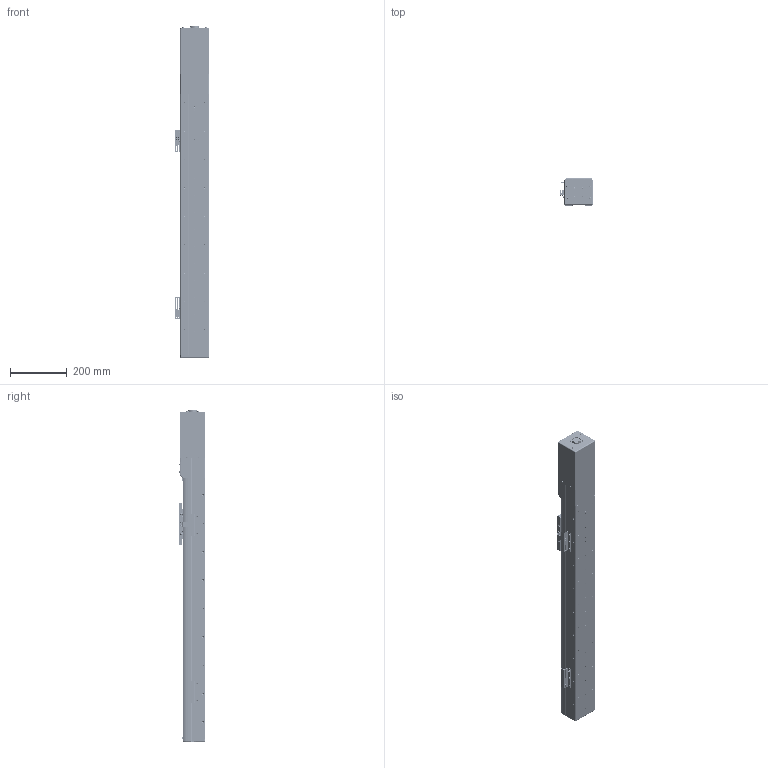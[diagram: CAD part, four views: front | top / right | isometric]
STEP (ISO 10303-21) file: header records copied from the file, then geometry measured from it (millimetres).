
FILE_DESCRIPTION (( 'STEP AP203' ), '1' );
FILE_NAME ('HC100-XXX-S-600-XX-SL-OF.STEP', '2020-08-04T03:14:28', ( '彌營遵' ), ( '' ), 'SwSTEP 2.0', 'SolidWorks 2013', '' );
FILE_SCHEMA (( 'CONFIG_CONTROL_DESIGN' ));
Length unit declared in the file: millimetre
Products named in the file (43): STEEL BELT FIX-ST600; END COVER-ST600; STEEL BELT TENSION PLATE-ST600; BEARING HOUSING(雖雖)-ST600; HC100-XXX-S-600-XX-SL-OF; socket head cap screw_ks_KS 1003 - M4 x 10 x 10-N; SUPPORT BLOCK-ST600; END COVER(M)-ST600; socket head cap screw_ks_KS 1003 - M6 x 45 x 24-N; CARRIER-ST600; socket head cap screw_ks_KS 1003 - M6 x 10 x 10-N; hg-kr23-ST600; HRballscrew-ST600; socket head cap screw_ks_KS 1003 - M5 x 16 x 16-N; CARRIER COVER-ST600; MASensor Brk-ST600_ル遽; HRbearing cap-ST600; LMguide-ST600; socket button head cap screw_am_B18.3.4M - 3 x 0.5 x 8 SBHCS --N; HC SENSOR DOG-ST600; EE-SX-674(奢辨 撫憮)-ST600_ル遽; 醴喀攪-ST600; MOTOR CASE-ST600; socket button head cap screw_am_B18.3.4M - 3 x 0.5 x 5 SBHCS --N; HRballnut-ST600; socket head cap screw_ks_KS 1003 - M3 x 5 x 5-N; DAMPER-ST600; SIDE COVER-ST600; socket countersunk head screw_am_B18.3.5M - 3 x 0.5 x 8 Socket FCHS  -- 8C; LMblock-ST600; spring lock washer_ks_KS 1324 - M3; BEARING HOUSING(堅薑)-ST600; SIDE COVER2-ST600; SHAFT-ST600; HC100 SENSOR_1(PR); COUPLING COVER-ST600; STEEL BELT-ST600; COUPLING HOUSION-ST600; STEEL BELT TENSION BLOCK-ST600; BASE-ST600 ...
Assembly tree (122 placements, depth 3):
  HC100-XXX-S-600-XX-SL-OF
    BASE-ST600
    BEARING HOUSING(雖雖)-ST600
    CARRIER-ST600
      CARRIER-ST600
      CARRIER COVER-ST600
      HC SENSOR DOG-ST600
      HRballnut-ST600
      LMblock-ST600  x2
      SHAFT-ST600  x8
      STEEL BELT TENSION BLOCK-ST600  x2
      STEEL BELT TENSION PLATE-ST600  x2
      socket head cap screw_ks_KS 1003 - M6 x 45 x 24-N  x8
      socket head cap screw_ks_KS 1003 - M5 x 16 x 16-N  x4
      socket button head cap screw_am_B18.3.4M - 3 x 0.5 x 8 SBHCS --N  x4
      socket button head cap screw_am_B18.3.4M - 3 x 0.5 x 5 SBHCS --N  x2
      socket countersunk head screw_am_B18.3.5M - 3 x 0.5 x 8 Socket FCHS  -- 8C  x12
    COUPLING HOUSION-ST600
    END COVER-ST600
    END COVER(M)-ST600
    HRballscrew-ST600
    LMguide-ST600
    MOTOR CASE-ST600
    SIDE COVER-ST600
    SIDE COVER2-ST600
    STEEL BELT-ST600
    STEEL BELT FIX-ST600  x2
    SUPPORT BLOCK-ST600  x4
    hg-kr23-ST600
    HRbearing cap-ST600
    醴喀攪-ST600
    DAMPER-ST600  x2
    BEARING HOUSING(堅薑)-ST600
    COUPLING COVER-ST600
    pan cross head_ks_KS 1023 PC- M3 x 5-N  x20
    socket head cap screw_ks_KS 1003 - M4 x 10 x 10-N  x2
    socket head cap screw_ks_KS 1003 - M6 x 10 x 10-N  x2
    HC100 SENSOR_1(PR)
      MASensor Brk-ST600_ル遽
      EE-SX-674(奢辨 撫憮)-ST600_ル遽  x2
      socket head cap screw_ks_KS 1003 - M3 x 5 x 5-N  x7
      spring lock washer_ks_KS 1324 - M3  x3
    HC100 SENSOR_2(PR)
      MASensor Brk-ST600_ル遽
      EE-SX-674(奢辨 撫憮)-ST600_ル遽
      socket head cap screw_ks_KS 1003 - M3 x 5 x 5-N  x5
      spring lock washer_ks_KS 1324 - M3  x3
Bounding box: 122.15 x 95 x 1169.5 mm (x, y, z)
Volume: 3816378.1 mm3; surface area: 1478502.9 mm2
Topology: 119 solids, 119 shells, 4876 faces, 12022 edges, 7306 vertices
Faces by surface type: plane 2218, cylinder 1516, cone 760, torus 288, sphere 56, bspline 38
Entity records: 121244 total; most frequent: CARTESIAN_POINT 51146, DIRECTION 13751, ORIENTED_EDGE 12830, EDGE_CURVE 6415, AXIS2_PLACEMENT_3D 5063, VERTEX_POINT 4093, LINE 3625, VECTOR 3625
